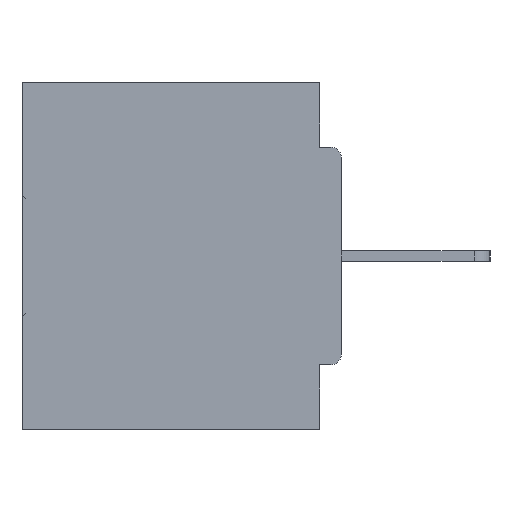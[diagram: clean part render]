
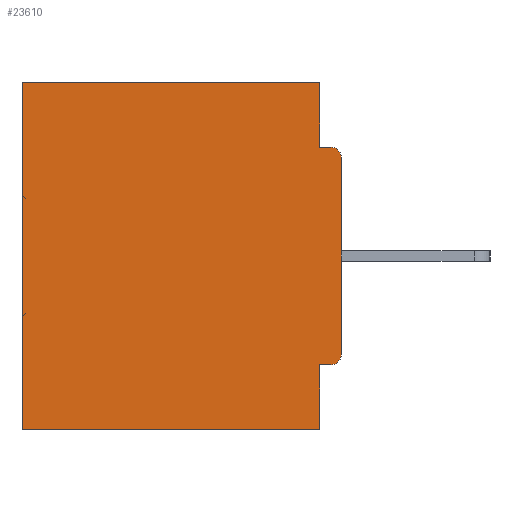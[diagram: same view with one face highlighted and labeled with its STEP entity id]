
A CAD part, left-side view. The second image highlights one B-rep face of the part: STEP entity #23610.
In plain terms, the highlighted planar face has unit normal (-1, 0, 0).
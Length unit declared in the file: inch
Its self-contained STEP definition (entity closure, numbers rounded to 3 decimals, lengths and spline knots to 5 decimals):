
#634 = ORIENTED_EDGE ( 'NONE', *, *, #26017, .F. ) ;
#2404 = AXIS2_PLACEMENT_3D ( 'NONE', #30555, #27746, #3087 ) ;
#2717 = CARTESIAN_POINT ( 'NONE',  ( 0.298, 0.46, 0. ) ) ;
#2853 = CARTESIAN_POINT ( 'NONE',  ( 0.298, 0.46, 0. ) ) ;
#2988 = EDGE_CURVE ( 'NONE', #29155, #39132, #27703, .T. ) ;
#3087 = DIRECTION ( 'NONE',  ( 0., 0., -1. ) ) ;
#3423 = EDGE_CURVE ( 'NONE', #12276, #5568, #3442, .T. ) ;
#3442 = LINE ( 'NONE', #8668, #14263 ) ;
#4204 = VERTEX_POINT ( 'NONE', #7979 ) ;
#4817 = DIRECTION ( 'NONE',  ( 0., -1., 0. ) ) ;
#5406 = FACE_OUTER_BOUND ( 'NONE', #24518, .T. ) ;
#5522 = VECTOR ( 'NONE', #4817, 39.37008 ) ;
#5539 = CARTESIAN_POINT ( 'NONE',  ( 0.298, 0.015, -0.0935 ) ) ;
#5568 = VERTEX_POINT ( 'NONE', #28224 ) ;
#5839 = ORIENTED_EDGE ( 'NONE', *, *, #38447, .F. ) ;
#6787 = VERTEX_POINT ( 'NONE', #26208 ) ;
#7534 = CIRCLE ( 'NONE', #2404, 0.015 ) ;
#7871 = VECTOR ( 'NONE', #38688, 39.37008 ) ;
#7979 = CARTESIAN_POINT ( 'NONE',  ( 0.298, 0., -0.3915 ) ) ;
#8668 = CARTESIAN_POINT ( 'NONE',  ( 0.298, 0.031, -0.5 ) ) ;
#8715 = EDGE_CURVE ( 'NONE', #16933, #6787, #18495, .T. ) ;
#10228 = CARTESIAN_POINT ( 'NONE',  ( 0.298, 0.031, -0.5 ) ) ;
#11420 = VECTOR ( 'NONE', #33426, 39.37008 ) ;
#11869 = DIRECTION ( 'NONE',  ( 0., 1., 0. ) ) ;
#12276 = VERTEX_POINT ( 'NONE', #39647 ) ;
#12701 = DIRECTION ( 'NONE',  ( 0., 0., -1. ) ) ;
#14140 = LINE ( 'NONE', #26408, #19666 ) ;
#14263 = VECTOR ( 'NONE', #36547, 39.37008 ) ;
#14278 = ORIENTED_EDGE ( 'NONE', *, *, #28952, .F. ) ;
#14672 = CARTESIAN_POINT ( 'NONE',  ( 0.298, 0., -0.5 ) ) ;
#14854 = CARTESIAN_POINT ( 'NONE',  ( 0.298, 0.031, -0.4065 ) ) ;
#14895 = AXIS2_PLACEMENT_3D ( 'NONE', #38891, #20457, #32091 ) ;
#15171 = CARTESIAN_POINT ( 'NONE',  ( 0.298, 0., 0. ) ) ;
#15294 = ORIENTED_EDGE ( 'NONE', *, *, #20561, .F. ) ;
#15502 = VECTOR ( 'NONE', #23919, 39.37008 ) ;
#16701 = ORIENTED_EDGE ( 'NONE', *, *, #29580, .T. ) ;
#16933 = VERTEX_POINT ( 'NONE', #2717 ) ;
#17405 = PLANE ( 'NONE',  #14895 ) ;
#17673 = LINE ( 'NONE', #14672, #18199 ) ;
#18199 = VECTOR ( 'NONE', #11869, 39.37008 ) ;
#18495 = LINE ( 'NONE', #2853, #15502 ) ;
#19666 = VECTOR ( 'NONE', #20576, 39.37008 ) ;
#20042 = CARTESIAN_POINT ( 'NONE',  ( 0.298, 0., 0. ) ) ;
#20244 = LINE ( 'NONE', #35883, #5522 ) ;
#20457 = DIRECTION ( 'NONE',  ( 1., 0., 0. ) ) ;
#20561 = EDGE_CURVE ( 'NONE', #5568, #39132, #20244, .T. ) ;
#20576 = DIRECTION ( 'NONE',  ( 0., 1., 0. ) ) ;
#21460 = VERTEX_POINT ( 'NONE', #14854 ) ;
#21782 = CARTESIAN_POINT ( 'NONE',  ( 0.298, 0., -0.1085 ) ) ;
#22814 = VERTEX_POINT ( 'NONE', #25831 ) ;
#23462 = LINE ( 'NONE', #20042, #7871 ) ;
#23610 = ADVANCED_FACE ( 'NONE', ( #5406 ), #17405, .F. ) ;
#23669 = EDGE_CURVE ( 'NONE', #29155, #4204, #23462, .T. ) ;
#23919 = DIRECTION ( 'NONE',  ( 0., 0., -1. ) ) ;
#24518 = EDGE_LOOP ( 'NONE', ( #29406, #15294, #27179, #37108, #26750, #634, #5839, #14278, #16701, #35222 ) ) ;
#24965 = CARTESIAN_POINT ( 'NONE',  ( 0.298, 0.015, -0.1085 ) ) ;
#25267 = LINE ( 'NONE', #10228, #31910 ) ;
#25473 = DIRECTION ( 'NONE',  ( 0., 0., -1. ) ) ;
#25831 = CARTESIAN_POINT ( 'NONE',  ( 0.298, 0.015, -0.4065 ) ) ;
#26017 = EDGE_CURVE ( 'NONE', #37102, #6787, #17673, .T. ) ;
#26208 = CARTESIAN_POINT ( 'NONE',  ( 0.298, 0.46, -0.5 ) ) ;
#26408 = CARTESIAN_POINT ( 'NONE',  ( 0.298, 0., -0.4065 ) ) ;
#26750 = ORIENTED_EDGE ( 'NONE', *, *, #8715, .T. ) ;
#27179 = ORIENTED_EDGE ( 'NONE', *, *, #3423, .F. ) ;
#27703 = CIRCLE ( 'NONE', #39223, 0.015 ) ;
#27746 = DIRECTION ( 'NONE',  ( -1., 0., 0. ) ) ;
#28224 = CARTESIAN_POINT ( 'NONE',  ( 0.298, 0.031, -0.0935 ) ) ;
#28952 = EDGE_CURVE ( 'NONE', #22814, #21460, #14140, .T. ) ;
#29155 = VERTEX_POINT ( 'NONE', #21782 ) ;
#29406 = ORIENTED_EDGE ( 'NONE', *, *, #2988, .T. ) ;
#29580 = EDGE_CURVE ( 'NONE', #22814, #4204, #7534, .T. ) ;
#30175 = EDGE_CURVE ( 'NONE', #12276, #16933, #30636, .T. ) ;
#30555 = CARTESIAN_POINT ( 'NONE',  ( 0.298, 0.015, -0.3915 ) ) ;
#30636 = LINE ( 'NONE', #15171, #11420 ) ;
#31910 = VECTOR ( 'NONE', #25473, 39.37008 ) ;
#32091 = DIRECTION ( 'NONE',  ( 0., 0., -1. ) ) ;
#33426 = DIRECTION ( 'NONE',  ( 0., 1., 0. ) ) ;
#35222 = ORIENTED_EDGE ( 'NONE', *, *, #23669, .F. ) ;
#35883 = CARTESIAN_POINT ( 'NONE',  ( 0.298, 0., -0.0935 ) ) ;
#36547 = DIRECTION ( 'NONE',  ( 0., 0., -1. ) ) ;
#36981 = DIRECTION ( 'NONE',  ( -1., 0., 0. ) ) ;
#37102 = VERTEX_POINT ( 'NONE', #37480 ) ;
#37108 = ORIENTED_EDGE ( 'NONE', *, *, #30175, .T. ) ;
#37480 = CARTESIAN_POINT ( 'NONE',  ( 0.298, 0.031, -0.5 ) ) ;
#38447 = EDGE_CURVE ( 'NONE', #21460, #37102, #25267, .T. ) ;
#38688 = DIRECTION ( 'NONE',  ( 0., 0., -1. ) ) ;
#38891 = CARTESIAN_POINT ( 'NONE',  ( 0.298, 0., 0. ) ) ;
#39132 = VERTEX_POINT ( 'NONE', #5539 ) ;
#39223 = AXIS2_PLACEMENT_3D ( 'NONE', #24965, #36981, #12701 ) ;
#39647 = CARTESIAN_POINT ( 'NONE',  ( 0.298, 0.031, 0. ) ) ;
